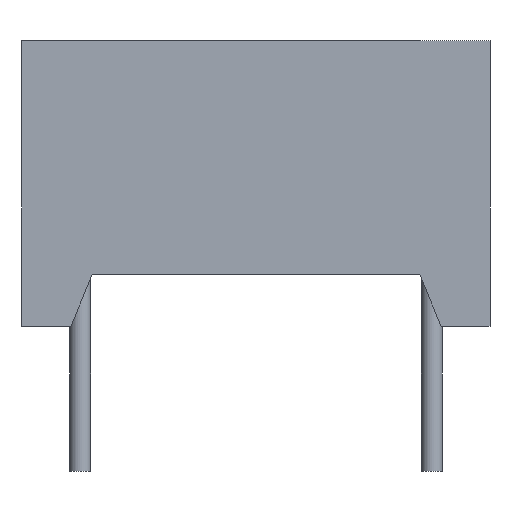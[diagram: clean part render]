
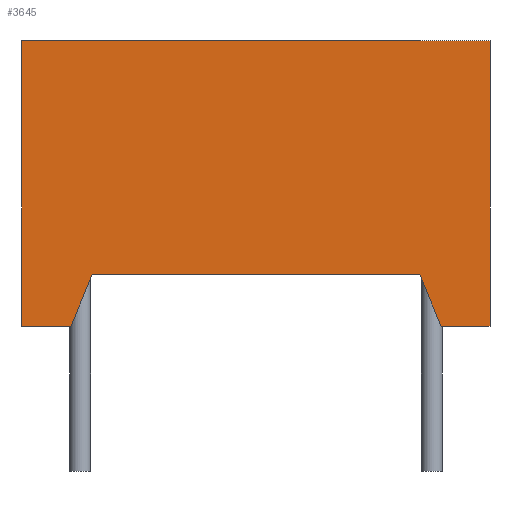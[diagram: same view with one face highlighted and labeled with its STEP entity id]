
A CAD part, left-side view. The second image highlights one B-rep face of the part: STEP entity #3645.
In plain terms, the highlighted planar face has unit normal (-1, 0, 0).
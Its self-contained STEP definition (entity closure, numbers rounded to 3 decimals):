
#447=LINE('',#5683,#911);
#460=LINE('',#5709,#924);
#472=LINE('',#5732,#936);
#485=LINE('',#5780,#949);
#495=LINE('',#5799,#959);
#507=LINE('',#5824,#971);
#508=LINE('',#5826,#972);
#509=LINE('',#5827,#973);
#911=VECTOR('',#4665,10.);
#924=VECTOR('',#4686,10.);
#936=VECTOR('',#4700,10.);
#949=VECTOR('',#4747,10.);
#959=VECTOR('',#4765,10.);
#971=VECTOR('',#4801,10.);
#972=VECTOR('',#4802,10.);
#973=VECTOR('',#4803,10.);
#1189=FACE_OUTER_BOUND('',#1401,.T.);
#1401=EDGE_LOOP('',(#3097,#3098,#3099,#3100,#3101,#3102,#3103,#3104));
#1738=VERTEX_POINT('',#5681);
#1739=VERTEX_POINT('',#5682);
#1748=VERTEX_POINT('',#5708);
#1758=VERTEX_POINT('',#5730);
#1776=VERTEX_POINT('',#5779);
#1781=VERTEX_POINT('',#5797);
#1782=VERTEX_POINT('',#5823);
#1783=VERTEX_POINT('',#5825);
#2199=EDGE_CURVE('',#1738,#1739,#447,.T.);
#2212=EDGE_CURVE('',#1748,#1739,#460,.T.);
#2224=EDGE_CURVE('',#1758,#1738,#472,.T.);
#2248=EDGE_CURVE('',#1758,#1776,#485,.T.);
#2258=EDGE_CURVE('',#1781,#1776,#495,.T.);
#2270=EDGE_CURVE('',#1782,#1781,#507,.T.);
#2271=EDGE_CURVE('',#1783,#1782,#508,.T.);
#2272=EDGE_CURVE('',#1748,#1783,#509,.T.);
#3097=ORIENTED_EDGE('',*,*,#2270,.F.);
#3098=ORIENTED_EDGE('',*,*,#2271,.F.);
#3099=ORIENTED_EDGE('',*,*,#2272,.F.);
#3100=ORIENTED_EDGE('',*,*,#2212,.T.);
#3101=ORIENTED_EDGE('',*,*,#2199,.F.);
#3102=ORIENTED_EDGE('',*,*,#2224,.F.);
#3103=ORIENTED_EDGE('',*,*,#2248,.T.);
#3104=ORIENTED_EDGE('',*,*,#2258,.F.);
#3444=PLANE('',#3888);
#3645=ADVANCED_FACE('',(#1189),#3444,.T.);
#3888=AXIS2_PLACEMENT_3D('',#5822,#4799,#4800);
#4665=DIRECTION('',(0.,0.383,-0.924));
#4686=DIRECTION('',(0.,-1.,0.));
#4700=DIRECTION('',(0.,1.,0.));
#4747=DIRECTION('',(0.,-0.383,-0.924));
#4765=DIRECTION('',(0.,1.,0.));
#4799=DIRECTION('center_axis',(-1.,0.,0.));
#4800=DIRECTION('ref_axis',(0.,-1.,0.));
#4801=DIRECTION('',(0.,0.,-1.));
#4802=DIRECTION('',(0.,-1.,0.));
#4803=DIRECTION('',(0.,0.,1.));
#5681=CARTESIAN_POINT('',(-4.9,7.26,1.1));
#5682=CARTESIAN_POINT('',(-4.9,7.716,0.));
#5683=CARTESIAN_POINT('',(-4.9,7.37,0.835));
#5708=CARTESIAN_POINT('',(-4.9,8.76,0.));
#5709=CARTESIAN_POINT('',(-4.9,7.26,0.));
#5730=CARTESIAN_POINT('',(-4.9,0.26,1.1));
#5732=CARTESIAN_POINT('',(-4.9,-1.24,1.1));
#5779=CARTESIAN_POINT('',(-4.9,-0.196,0.));
#5780=CARTESIAN_POINT('',(-4.9,0.15,0.835));
#5797=CARTESIAN_POINT('',(-4.9,-1.24,0.));
#5799=CARTESIAN_POINT('',(-4.9,0.26,0.));
#5822=CARTESIAN_POINT('Origin',(-4.9,8.76,1.1));
#5823=CARTESIAN_POINT('',(-4.9,-1.24,6.1));
#5824=CARTESIAN_POINT('',(-4.9,-1.24,1.1));
#5825=CARTESIAN_POINT('',(-4.9,8.76,6.1));
#5826=CARTESIAN_POINT('',(-4.9,-1.24,6.1));
#5827=CARTESIAN_POINT('',(-4.9,8.76,1.1));
